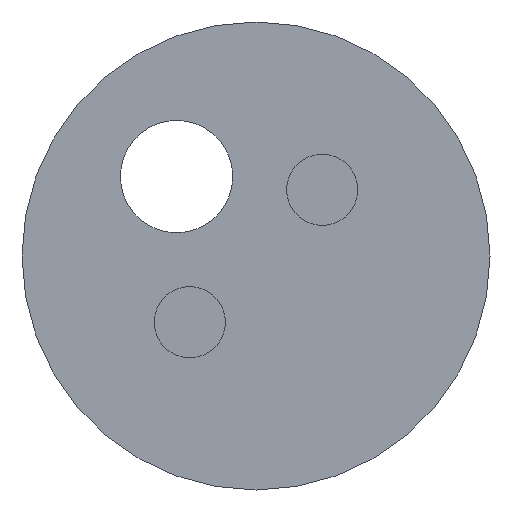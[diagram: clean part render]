
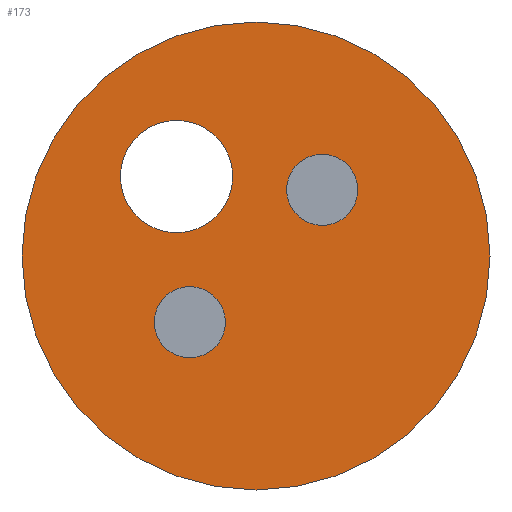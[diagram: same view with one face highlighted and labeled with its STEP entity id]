
A CAD part, front view. The second image highlights one B-rep face of the part: STEP entity #173.
In plain terms, the highlighted planar face has unit normal (0, -1, 0).
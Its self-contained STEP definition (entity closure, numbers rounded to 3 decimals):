
#17=FACE_BOUND('',#63,.T.);
#18=FACE_BOUND('',#64,.T.);
#19=FACE_BOUND('',#65,.T.);
#25=PLANE('',#220);
#47=FACE_OUTER_BOUND('',#62,.T.);
#62=EDGE_LOOP('',(#152));
#63=EDGE_LOOP('',(#153));
#64=EDGE_LOOP('',(#154));
#65=EDGE_LOOP('',(#155));
#82=CIRCLE('',#206,3.);
#84=CIRCLE('',#209,1.9);
#86=CIRCLE('',#213,1.9);
#89=CIRCLE('',#218,12.5);
#94=VERTEX_POINT('',#293);
#96=VERTEX_POINT('',#299);
#98=VERTEX_POINT('',#306);
#101=VERTEX_POINT('',#315);
#108=EDGE_CURVE('',#94,#94,#82,.T.);
#111=EDGE_CURVE('',#96,#96,#84,.T.);
#114=EDGE_CURVE('',#98,#98,#86,.T.);
#119=EDGE_CURVE('',#101,#101,#89,.T.);
#152=ORIENTED_EDGE('',*,*,#119,.F.);
#153=ORIENTED_EDGE('',*,*,#108,.T.);
#154=ORIENTED_EDGE('',*,*,#111,.T.);
#155=ORIENTED_EDGE('',*,*,#114,.T.);
#173=ADVANCED_FACE('',(#47,#17,#18,#19),#25,.F.);
#206=AXIS2_PLACEMENT_3D('',#294,#243,#244);
#209=AXIS2_PLACEMENT_3D('',#300,#250,#251);
#213=AXIS2_PLACEMENT_3D('',#307,#259,#260);
#218=AXIS2_PLACEMENT_3D('',#317,#271,#272);
#220=AXIS2_PLACEMENT_3D('',#319,#275,#276);
#243=DIRECTION('center_axis',(0.,1.,0.));
#244=DIRECTION('ref_axis',(1.,0.,0.));
#250=DIRECTION('center_axis',(0.,1.,0.));
#251=DIRECTION('ref_axis',(1.,0.,0.));
#259=DIRECTION('center_axis',(0.,1.,0.));
#260=DIRECTION('ref_axis',(1.,0.,0.));
#271=DIRECTION('center_axis',(0.,1.,0.));
#272=DIRECTION('ref_axis',(-1.,0.,0.));
#275=DIRECTION('center_axis',(0.,1.,0.));
#276=DIRECTION('ref_axis',(0.,0.,1.));
#293=CARTESIAN_POINT('',(-7.243,0.,4.243));
#294=CARTESIAN_POINT('Origin',(-4.243,0.,4.243));
#299=CARTESIAN_POINT('',(-5.436,0.,-3.536));
#300=CARTESIAN_POINT('Origin',(-3.536,0.,-3.536));
#306=CARTESIAN_POINT('',(1.636,0.,3.536));
#307=CARTESIAN_POINT('Origin',(3.536,0.,3.536));
#315=CARTESIAN_POINT('',(12.5,0.,0.));
#317=CARTESIAN_POINT('Origin',(0.,0.,0.));
#319=CARTESIAN_POINT('Origin',(0.,0.,0.));
